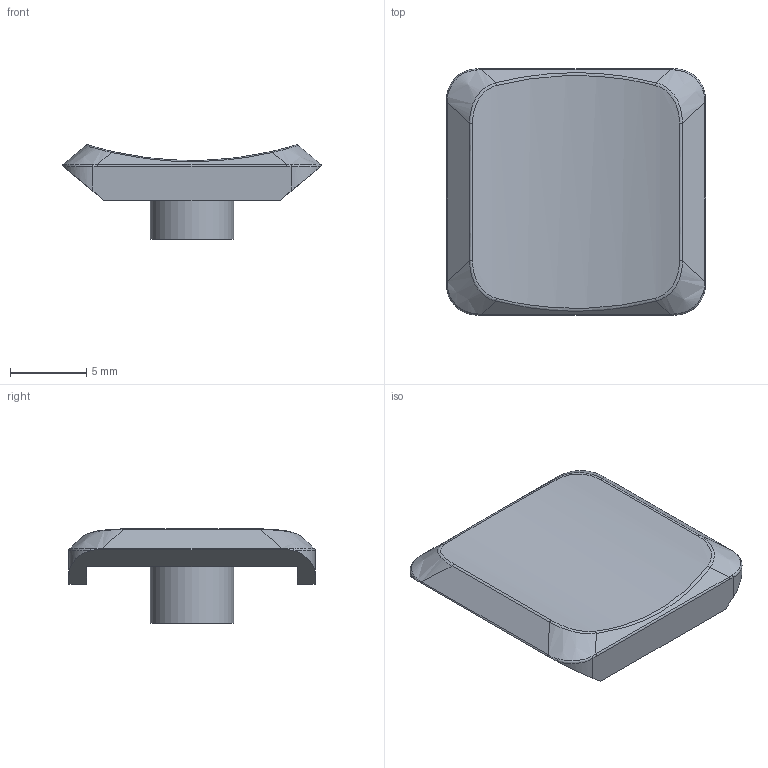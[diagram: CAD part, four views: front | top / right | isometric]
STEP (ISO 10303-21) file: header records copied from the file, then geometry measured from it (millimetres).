
FILE_DESCRIPTION(/* description */ (''),/* implementation_level */ '2;1');
FILE_NAME(/* name */ 'mx_cylindrical_lp.step',/* time_stamp */ '2024-04-03T22:10:48-07:00',/* author */ (''),/* organization */ (''),/* preprocessor_version */ 'ST-DEVELOPER v20',/* originating_system */ 'Autodesk Translation Framework v12.20.1.177',/* authorisation */ '');
FILE_SCHEMA (('AUTOMOTIVE_DESIGN { 1 0 10303 214 3 1 1 }'));
Length unit declared in the file: millimetre
Products named in the file (2): cylindrical_lp; mx_stem
Assembly tree (1 placements, depth 2):
  cylindrical_lp
    mx_stem
Bounding box: 17 x 16.15 x 6.18 mm (x, y, z)
Volume: 540.5 mm3; surface area: 828.3 mm2
Topology: 2 solids, 2 shells, 77 faces, 191 edges, 118 vertices
Faces by surface type: plane 39, bspline 28, cylinder 10
Full cylindrical faces by diameter (mm): 5.5 x1
Entity records: 3107 total; most frequent: CARTESIAN_POINT 1403, ORIENTED_EDGE 382, DIRECTION 269, EDGE_CURVE 191, VERTEX_POINT 118, LINE 105, VECTOR 105, AXIS2_PLACEMENT_3D 82
